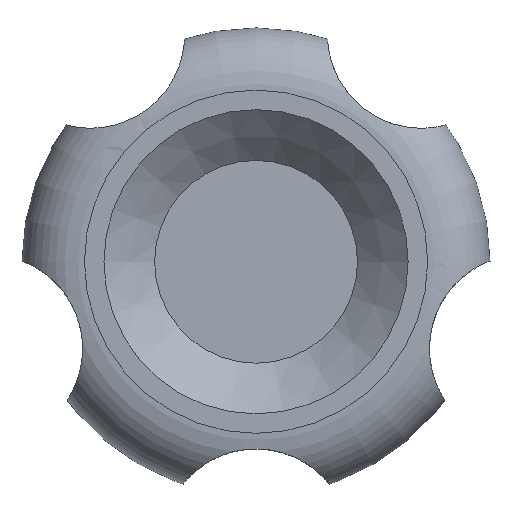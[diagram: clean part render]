
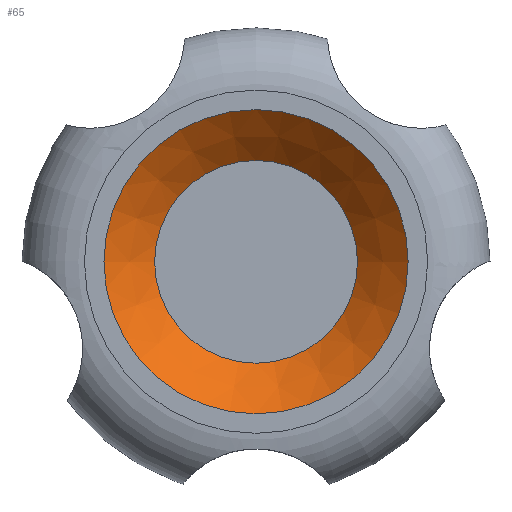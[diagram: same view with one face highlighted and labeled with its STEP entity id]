
A CAD part, top view. The second image highlights one B-rep face of the part: STEP entity #65.
In plain terms, the highlighted conical face has half-angle 47.291 degrees and reference radius 13 mm.
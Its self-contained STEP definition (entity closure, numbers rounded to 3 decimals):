
#65 = ADVANCED_FACE( '', ( #145, #146 ), #147, .F. );
#145 = FACE_OUTER_BOUND( '', #243, .T. );
#146 = FACE_BOUND( '', #244, .T. );
#147 = CONICAL_SURFACE( '', #245, 13., 0.825 );
#243 = EDGE_LOOP( '', ( #353 ) );
#244 = EDGE_LOOP( '', ( #354 ) );
#245 = AXIS2_PLACEMENT_3D( '', #355, #356, #357 );
#353 = ORIENTED_EDGE( '', *, *, #447, .T. );
#354 = ORIENTED_EDGE( '', *, *, #459, .F. );
#355 = CARTESIAN_POINT( '', ( 0., 0., 34. ) );
#356 = DIRECTION( '', ( 0., 0., 1. ) );
#357 = DIRECTION( '', ( 1., 0., 0. ) );
#447 = EDGE_CURVE( '', #500, #500, #501, .T. );
#459 = EDGE_CURVE( '', #518, #518, #519, .T. );
#500 = VERTEX_POINT( '', #567 );
#501 = CIRCLE( '', #568, 19.5 );
#518 = VERTEX_POINT( '', #690 );
#519 = CIRCLE( '', #691, 13. );
#567 = CARTESIAN_POINT( '', ( 19.5, 0., 40. ) );
#568 = AXIS2_PLACEMENT_3D( '', #1137, #1138, #1139 );
#690 = CARTESIAN_POINT( '', ( 13., 0., 34. ) );
#691 = AXIS2_PLACEMENT_3D( '', #1152, #1153, #1154 );
#1137 = CARTESIAN_POINT( '', ( 0., 0., 40. ) );
#1138 = DIRECTION( '', ( 0., 0., 1. ) );
#1139 = DIRECTION( '', ( 1., 0., 0. ) );
#1152 = CARTESIAN_POINT( '', ( 0., 0., 34. ) );
#1153 = DIRECTION( '', ( 0., 0., 1. ) );
#1154 = DIRECTION( '', ( 1., 0., 0. ) );
